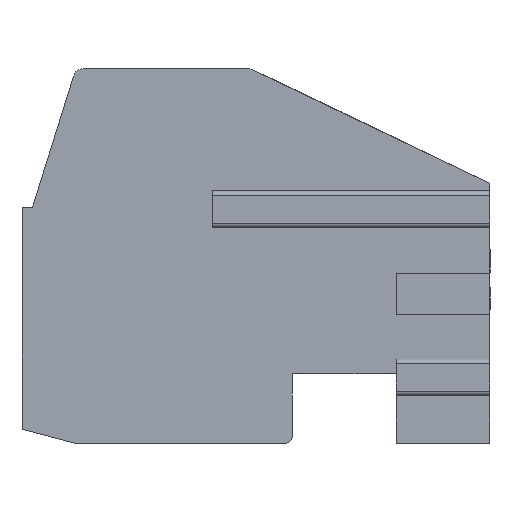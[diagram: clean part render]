
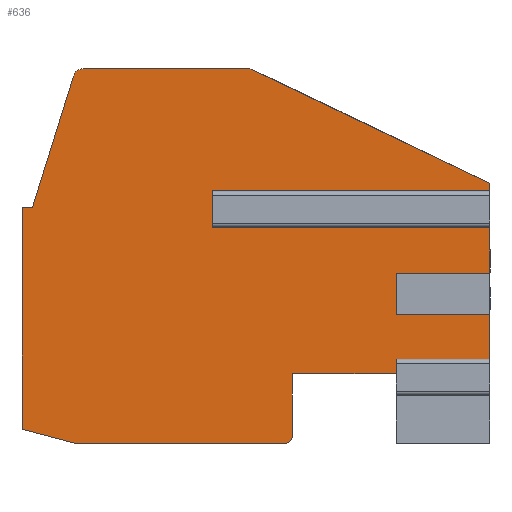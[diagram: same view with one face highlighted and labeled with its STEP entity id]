
A CAD part, left-side view. The second image highlights one B-rep face of the part: STEP entity #636.
In plain terms, the highlighted planar face has unit normal (-1, 0, 0).
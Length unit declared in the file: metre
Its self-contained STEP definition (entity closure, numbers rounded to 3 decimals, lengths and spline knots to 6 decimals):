
#636=ADVANCED_FACE('',(#1313),#1314,.F.);
#1313=FACE_OUTER_BOUND('',#1998,.T.);
#1314=PLANE('',#1999);
#1998=EDGE_LOOP('',(#3827,#3828,#3829,#3830,#3831,#3832,#3833,#3834,#3835,#3836,#3837,#3838,#3839,#3840,#3841,#3842,#3843,#3844,#3845,#3846,#3847,#3848,#3849));
#1999=AXIS2_PLACEMENT_3D('',#3850,#3851,#3852);
#3827=ORIENTED_EDGE('',*,*,#4674,.F.);
#3828=ORIENTED_EDGE('',*,*,#4565,.F.);
#3829=ORIENTED_EDGE('',*,*,#4197,.F.);
#3830=ORIENTED_EDGE('',*,*,#4560,.F.);
#3831=ORIENTED_EDGE('',*,*,#4688,.F.);
#3832=ORIENTED_EDGE('',*,*,#4710,.T.);
#3833=ORIENTED_EDGE('',*,*,#4645,.F.);
#3834=ORIENTED_EDGE('',*,*,#4252,.F.);
#3835=ORIENTED_EDGE('',*,*,#4669,.T.);
#3836=ORIENTED_EDGE('',*,*,#4361,.T.);
#3837=ORIENTED_EDGE('',*,*,#4643,.F.);
#3838=ORIENTED_EDGE('',*,*,#4130,.F.);
#3839=ORIENTED_EDGE('',*,*,#4278,.T.);
#3840=ORIENTED_EDGE('',*,*,#4317,.T.);
#3841=ORIENTED_EDGE('',*,*,#4640,.F.);
#3842=ORIENTED_EDGE('',*,*,#4208,.F.);
#3843=ORIENTED_EDGE('',*,*,#4631,.F.);
#3844=ORIENTED_EDGE('',*,*,#4328,.F.);
#3845=ORIENTED_EDGE('',*,*,#4529,.F.);
#3846=ORIENTED_EDGE('',*,*,#4356,.F.);
#3847=ORIENTED_EDGE('',*,*,#4507,.F.);
#3848=ORIENTED_EDGE('',*,*,#4395,.F.);
#3849=ORIENTED_EDGE('',*,*,#4563,.F.);
#3850=CARTESIAN_POINT('',(0.055,0.,0.0197));
#3851=DIRECTION('',(1.0,0.,0.));
#3852=DIRECTION('',(0.0,0.,1.0));
#4130=EDGE_CURVE('',#4999,#5000,#5001,.T.);
#4197=EDGE_CURVE('',#5108,#5110,#5111,.T.);
#4208=EDGE_CURVE('',#5126,#5127,#5128,.T.);
#4252=EDGE_CURVE('',#5201,#5202,#5203,.T.);
#4278=EDGE_CURVE('',#4999,#5246,#5247,.T.);
#4317=EDGE_CURVE('',#5246,#5308,#5310,.T.);
#4328=EDGE_CURVE('',#5324,#5326,#5327,.T.);
#4356=EDGE_CURVE('',#5364,#5366,#5367,.T.);
#4361=EDGE_CURVE('',#5375,#5373,#5376,.T.);
#4395=EDGE_CURVE('',#5425,#5427,#5428,.T.);
#4507=EDGE_CURVE('',#5427,#5364,#5580,.T.);
#4529=EDGE_CURVE('',#5366,#5324,#5611,.T.);
#4560=EDGE_CURVE('',#5649,#5108,#5651,.T.);
#4563=EDGE_CURVE('',#5653,#5425,#5655,.T.);
#4565=EDGE_CURVE('',#5110,#5657,#5658,.T.);
#4631=EDGE_CURVE('',#5326,#5126,#5734,.T.);
#4640=EDGE_CURVE('',#5127,#5308,#5743,.T.);
#4643=EDGE_CURVE('',#5000,#5373,#5746,.T.);
#4645=EDGE_CURVE('',#5202,#5748,#5749,.T.);
#4669=EDGE_CURVE('',#5201,#5375,#5778,.T.);
#4674=EDGE_CURVE('',#5657,#5653,#5784,.T.);
#4688=EDGE_CURVE('',#5800,#5649,#5802,.T.);
#4710=EDGE_CURVE('',#5800,#5748,#5824,.T.);
#4999=VERTEX_POINT('',#6227);
#5000=VERTEX_POINT('',#6228);
#5001=LINE('',#6229,#6230);
#5108=VERTEX_POINT('',#6384);
#5110=VERTEX_POINT('',#6387);
#5111=LINE('',#6388,#6389);
#5126=VERTEX_POINT('',#6409);
#5127=VERTEX_POINT('',#6410);
#5128=LINE('',#6411,#6412);
#5201=VERTEX_POINT('',#6513);
#5202=VERTEX_POINT('',#6514);
#5203=LINE('',#6515,#6516);
#5246=VERTEX_POINT('',#6586);
#5247=LINE('',#6587,#6588);
#5308=VERTEX_POINT('',#6673);
#5310=LINE('',#6676,#6677);
#5324=VERTEX_POINT('',#6695);
#5326=VERTEX_POINT('',#6698);
#5327=LINE('',#6699,#6700);
#5364=VERTEX_POINT('',#6752);
#5366=VERTEX_POINT('',#6755);
#5367=LINE('',#6756,#6757);
#5373=VERTEX_POINT('',#6765);
#5375=VERTEX_POINT('',#6768);
#5376=LINE('',#6769,#6770);
#5425=VERTEX_POINT('',#6847);
#5427=VERTEX_POINT('',#6850);
#5428=LINE('',#6851,#6852);
#5580=LINE('',#7066,#7067);
#5611=CIRCLE('',#7107,0.0003);
#5649=VERTEX_POINT('',#7161);
#5651=LINE('',#7164,#7165);
#5653=VERTEX_POINT('',#7167);
#5655=LINE('',#7170,#7171);
#5657=VERTEX_POINT('',#7173);
#5658=CIRCLE('',#7174,0.0002);
#5734=CIRCLE('',#7284,0.0003);
#5743=LINE('',#7295,#7296);
#5746=LINE('',#7301,#7302);
#5748=VERTEX_POINT('',#7305);
#5749=LINE('',#7306,#7307);
#5778=LINE('',#7348,#7349);
#5784=LINE('',#7355,#7356);
#5800=VERTEX_POINT('',#7376);
#5802=LINE('',#7379,#7380);
#5824=LINE('',#7406,#7407);
#6227=CARTESIAN_POINT('',(0.055,-0.003729,0.015622));
#6228=CARTESIAN_POINT('',(0.055,-0.011729,0.015622));
#6229=CARTESIAN_POINT('',(0.055,0.003271,0.015622));
#6230=VECTOR('',#7637,1.0);
#6384=CARTESIAN_POINT('',(0.055,-0.006029,0.0112));
#6387=CARTESIAN_POINT('',(0.055,-0.006029,0.0094));
#6388=CARTESIAN_POINT('',(0.055,-0.006029,0.0094));
#6389=VECTOR('',#7701,1.0);
#6409=CARTESIAN_POINT('',(0.055,-0.004891,0.019971));
#6410=CARTESIAN_POINT('',(0.055,-0.011729,0.0167));
#6411=CARTESIAN_POINT('',(0.055,-0.011729,0.0167));
#6412=VECTOR('',#7713,1.0);
#6513=CARTESIAN_POINT('',(0.055,-0.009029,0.0129));
#6514=CARTESIAN_POINT('',(0.055,-0.011729,0.0129));
#6515=CARTESIAN_POINT('',(0.055,-0.011729,0.0129));
#6516=VECTOR('',#7763,1.0);
#6586=CARTESIAN_POINT('',(0.055,-0.003729,0.016278));
#6587=CARTESIAN_POINT('',(0.055,-0.003729,0.015622));
#6588=VECTOR('',#7790,1.0);
#6673=CARTESIAN_POINT('',(0.055,-0.011729,0.016278));
#6676=CARTESIAN_POINT('',(0.055,0.003271,0.016278));
#6677=VECTOR('',#7831,1.0);
#6695=CARTESIAN_POINT('',(0.055,0.,0.02));
#6698=CARTESIAN_POINT('',(0.055,-0.004761,0.02));
#6699=CARTESIAN_POINT('',(0.055,-0.004761,0.02));
#6700=VECTOR('',#7843,1.0);
#6752=CARTESIAN_POINT('',(0.055,0.001471,0.016));
#6755=CARTESIAN_POINT('',(0.055,0.000286,0.019789));
#6756=CARTESIAN_POINT('',(0.055,0.000286,0.019789));
#6757=VECTOR('',#7872,1.0);
#6765=CARTESIAN_POINT('',(0.055,-0.011729,0.0141));
#6768=CARTESIAN_POINT('',(0.055,-0.009029,0.0141));
#6769=CARTESIAN_POINT('',(0.055,-0.011729,0.0141));
#6770=VECTOR('',#7876,1.0);
#6847=CARTESIAN_POINT('',(0.055,0.001771,0.009602));
#6850=CARTESIAN_POINT('',(0.055,0.001771,0.016));
#6851=CARTESIAN_POINT('',(0.055,0.001771,0.016));
#6852=VECTOR('',#7919,1.0);
#7066=CARTESIAN_POINT('',(0.055,0.001471,0.016));
#7067=VECTOR('',#8036,1.0);
#7107=AXIS2_PLACEMENT_3D('',#8058,#8059,#8060);
#7161=CARTESIAN_POINT('',(0.055,-0.009029,0.0112));
#7164=CARTESIAN_POINT('',(0.055,-0.006029,0.0112));
#7165=VECTOR('',#8084,1.0);
#7167=CARTESIAN_POINT('',(0.055,0.000271,0.0092));
#7170=CARTESIAN_POINT('',(0.055,0.001771,0.009602));
#7171=VECTOR('',#8086,1.0);
#7173=CARTESIAN_POINT('',(0.055,-0.005829,0.0092));
#7174=AXIS2_PLACEMENT_3D('',#8087,#8088,#8089);
#7284=AXIS2_PLACEMENT_3D('',#8139,#8140,#8141);
#7295=CARTESIAN_POINT('',(0.055,-0.011729,0.0092));
#7296=VECTOR('',#8150,1.0);
#7301=CARTESIAN_POINT('',(0.055,-0.011729,0.0092));
#7302=VECTOR('',#8153,1.0);
#7305=CARTESIAN_POINT('',(0.055,-0.011729,0.011428));
#7306=CARTESIAN_POINT('',(0.055,-0.011729,0.0092));
#7307=VECTOR('',#8155,1.0);
#7348=CARTESIAN_POINT('',(0.055,-0.009029,0.0141));
#7349=VECTOR('',#8186,1.0);
#7355=CARTESIAN_POINT('',(0.055,0.000271,0.0092));
#7356=VECTOR('',#8190,1.0);
#7376=CARTESIAN_POINT('',(0.055,-0.009029,0.011428));
#7379=CARTESIAN_POINT('',(0.055,-0.009029,0.0197));
#7380=VECTOR('',#8205,1.0);
#7406=CARTESIAN_POINT('',(0.055,0.003271,0.011428));
#7407=VECTOR('',#8210,1.0);
#7637=DIRECTION('',(0.,-1.0,0.));
#7701=DIRECTION('',(0.,0.,-1.0));
#7713=DIRECTION('',(0.,-0.902,-0.431));
#7763=DIRECTION('',(0.,-1.0,0.));
#7790=DIRECTION('',(0.0,0.,1.0));
#7831=DIRECTION('',(0.,-1.0,0.));
#7843=DIRECTION('',(0.,-1.0,0.));
#7872=DIRECTION('',(0.,-0.298,0.954));
#7876=DIRECTION('',(0.,-1.0,0.));
#7919=DIRECTION('',(0.,0.,1.0));
#8036=DIRECTION('',(0.,-1.0,0.));
#8058=CARTESIAN_POINT('',(0.055,0.,0.0197));
#8059=DIRECTION('',(1.0,0.,0.));
#8060=DIRECTION('',(0.,-0.592,-0.806));
#8084=DIRECTION('',(0.,1.0,0.));
#8086=DIRECTION('',(0.,0.966,0.259));
#8087=CARTESIAN_POINT('',(0.055,-0.005829,0.0094));
#8088=DIRECTION('',(1.0,0.,0.));
#8089=DIRECTION('',(0.,0.707,0.707));
#8139=CARTESIAN_POINT('',(0.055,-0.004761,0.0197));
#8140=DIRECTION('',(1.0,0.,0.));
#8141=DIRECTION('',(0.,0.221,-0.975));
#8150=DIRECTION('',(0.0,0.,-1.0));
#8153=DIRECTION('',(0.0,0.,-1.0));
#8155=DIRECTION('',(0.0,0.,-1.0));
#8186=DIRECTION('',(0.,0.,1.0));
#8190=DIRECTION('',(0.,1.0,0.));
#8205=DIRECTION('',(0.0,0.,-1.0));
#8210=DIRECTION('',(0.,-1.0,0.));
